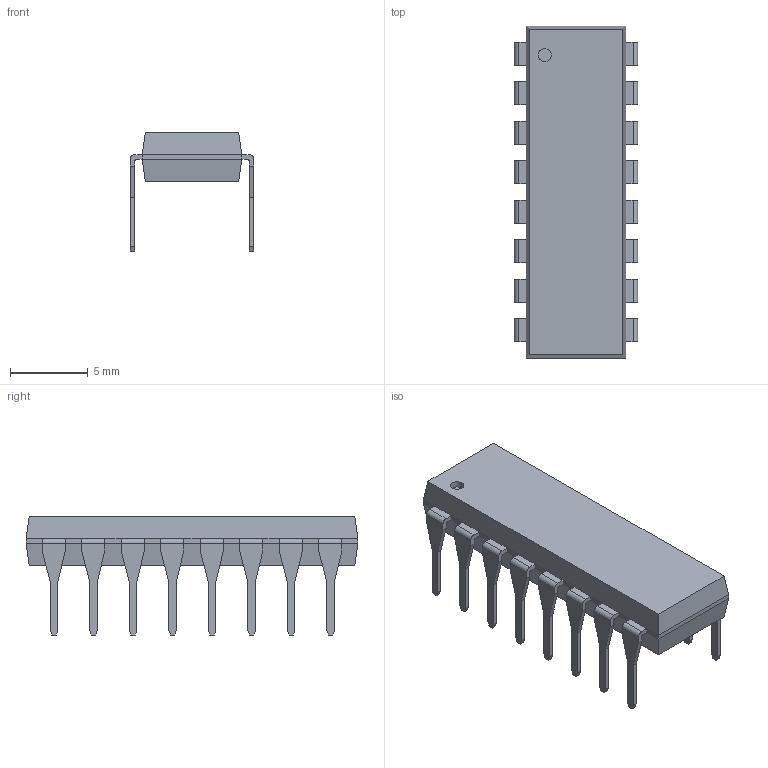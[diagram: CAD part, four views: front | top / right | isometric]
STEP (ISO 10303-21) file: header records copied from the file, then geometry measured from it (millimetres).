
FILE_DESCRIPTION(/* description */ ('Alibre Inc.'),/* implementation_level */ '2;1');
FILE_NAME(/* name */ 'export0',/* time_stamp */ '2012-09-09T18:58:48+03:00',/* author */ (''),/* organization */ (''),/* preprocessor_version */ 'ST-DEVELOPER v14',/* originating_system */ 'Alibre',/* authorisation */ '');
FILE_SCHEMA (('AUTOMOTIVE_DESIGN'));
Length unit declared in the file: centimetre
Bounding box: 7.94 x 21.34 x 7.7 mm (x, y, z)
Volume: 446.7 mm3; surface area: 660 mm2
Topology: 1 solids, 1 shells, 288 faces, 847 edges, 562 vertices
Faces by surface type: plane 255, cylinder 33
Full cylindrical faces by diameter (mm): 0.825 x1
Entity records: 9426 total; most frequent: ORIENTED_EDGE 1692, CARTESIAN_POINT 1680, DIRECTION 1217, EDGE_CURVE 846, VECTOR 764, LINE 764, VERTEX_POINT 562, AXIS2_PLACEMENT_3D 354
